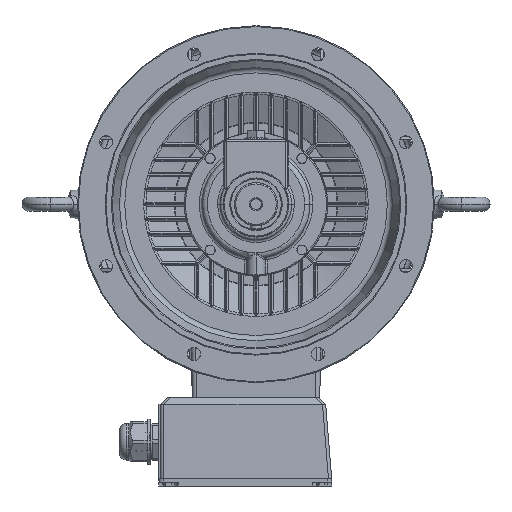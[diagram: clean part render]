
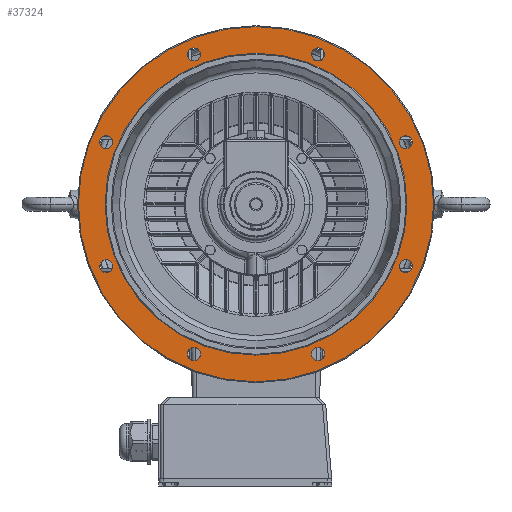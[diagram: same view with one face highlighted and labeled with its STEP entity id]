
A CAD part, left-side view. The second image highlights one B-rep face of the part: STEP entity #37324.
In plain terms, the highlighted planar face has unit normal (-1, 0, 0).
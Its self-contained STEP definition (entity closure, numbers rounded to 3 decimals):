
#10000=PLANE('',#112707);
#37324=ADVANCED_FACE('',(#40416,#40417,#40418,#40419,#40420,#40421,#40422,
#40423,#40424,#40425),#10000,.F.);
#40416=FACE_BOUND('',#47243,.T.);
#40417=FACE_BOUND('',#47244,.T.);
#40418=FACE_BOUND('',#47245,.T.);
#40419=FACE_BOUND('',#47246,.T.);
#40420=FACE_BOUND('',#47247,.T.);
#40421=FACE_BOUND('',#47248,.T.);
#40422=FACE_BOUND('',#47249,.T.);
#40423=FACE_BOUND('',#47250,.T.);
#40424=FACE_BOUND('',#47251,.T.);
#40425=FACE_BOUND('',#47252,.T.);
#47243=EDGE_LOOP('',(#76477));
#47244=EDGE_LOOP('',(#76478,#76479));
#47245=EDGE_LOOP('',(#76480));
#47246=EDGE_LOOP('',(#76481,#76482));
#47247=EDGE_LOOP('',(#76483));
#47248=EDGE_LOOP('',(#76484));
#47249=EDGE_LOOP('',(#76485));
#47250=EDGE_LOOP('',(#76486));
#47251=EDGE_LOOP('',(#76487));
#47252=EDGE_LOOP('',(#76488));
#76477=ORIENTED_EDGE('',*,*,#102231,.F.);
#76478=ORIENTED_EDGE('',*,*,#102233,.F.);
#76479=ORIENTED_EDGE('',*,*,#102236,.T.);
#76480=ORIENTED_EDGE('',*,*,#102243,.F.);
#76481=ORIENTED_EDGE('',*,*,#102244,.F.);
#76482=ORIENTED_EDGE('',*,*,#102245,.F.);
#76483=ORIENTED_EDGE('',*,*,#102246,.F.);
#76484=ORIENTED_EDGE('',*,*,#102247,.F.);
#76485=ORIENTED_EDGE('',*,*,#102248,.F.);
#76486=ORIENTED_EDGE('',*,*,#102249,.F.);
#76487=ORIENTED_EDGE('',*,*,#102250,.F.);
#76488=ORIENTED_EDGE('',*,*,#102251,.F.);
#87381=VERTEX_POINT('',#192906);
#87382=VERTEX_POINT('',#192909);
#87384=VERTEX_POINT('',#192912);
#87389=VERTEX_POINT('',#192936);
#87390=VERTEX_POINT('',#192938);
#87391=VERTEX_POINT('',#192939);
#87392=VERTEX_POINT('',#192942);
#87393=VERTEX_POINT('',#192944);
#87394=VERTEX_POINT('',#192946);
#87395=VERTEX_POINT('',#192948);
#87396=VERTEX_POINT('',#192950);
#87397=VERTEX_POINT('',#192952);
#102231=EDGE_CURVE('',#87381,#87381,#105123,.T.);
#102233=EDGE_CURVE('',#87382,#87384,#105124,.T.);
#102236=EDGE_CURVE('',#87382,#87384,#105126,.T.);
#102243=EDGE_CURVE('',#87389,#87389,#105131,.T.);
#102244=EDGE_CURVE('',#87390,#87391,#105132,.T.);
#102245=EDGE_CURVE('',#87391,#87390,#105133,.T.);
#102246=EDGE_CURVE('',#87392,#87392,#105134,.T.);
#102247=EDGE_CURVE('',#87393,#87393,#105135,.T.);
#102248=EDGE_CURVE('',#87394,#87394,#105136,.T.);
#102249=EDGE_CURVE('',#87395,#87395,#105137,.T.);
#102250=EDGE_CURVE('',#87396,#87396,#105138,.T.);
#102251=EDGE_CURVE('',#87397,#87397,#105139,.T.);
#105123=CIRCLE('',#112683,328.689);
#105124=CIRCLE('',#112685,279.289);
#105126=CIRCLE('',#112688,279.289);
#105131=CIRCLE('',#112698,12.);
#105132=CIRCLE('',#112699,12.);
#105133=CIRCLE('',#112700,12.);
#105134=CIRCLE('',#112701,12.);
#105135=CIRCLE('',#112702,12.);
#105136=CIRCLE('',#112703,12.);
#105137=CIRCLE('',#112704,12.);
#105138=CIRCLE('',#112705,12.);
#105139=CIRCLE('',#112706,12.);
#112683=AXIS2_PLACEMENT_3D('',#192905,#137215,#137216);
#112685=AXIS2_PLACEMENT_3D('',#192911,#137220,#137221);
#112688=AXIS2_PLACEMENT_3D('',#192917,#137227,#137228);
#112698=AXIS2_PLACEMENT_3D('',#192935,#137248,#137249);
#112699=AXIS2_PLACEMENT_3D('',#192937,#137250,#137251);
#112700=AXIS2_PLACEMENT_3D('',#192940,#137252,#137253);
#112701=AXIS2_PLACEMENT_3D('',#192941,#137254,#137255);
#112702=AXIS2_PLACEMENT_3D('',#192943,#137256,#137257);
#112703=AXIS2_PLACEMENT_3D('',#192945,#137258,#137259);
#112704=AXIS2_PLACEMENT_3D('',#192947,#137260,#137261);
#112705=AXIS2_PLACEMENT_3D('',#192949,#137262,#137263);
#112706=AXIS2_PLACEMENT_3D('',#192951,#137264,#137265);
#112707=AXIS2_PLACEMENT_3D('',#192953,#137266,#137267);
#137215=DIRECTION('',(1.,0.,0.));
#137216=DIRECTION('',(0.,0.,-1.));
#137220=DIRECTION('',(-1.,0.,0.));
#137221=DIRECTION('',(0.,0.,-1.));
#137227=DIRECTION('',(1.,0.,0.));
#137228=DIRECTION('',(0.,0.,-1.));
#137248=DIRECTION('',(-1.,0.,0.));
#137249=DIRECTION('',(0.,0.,-1.));
#137250=DIRECTION('',(-1.,0.,0.));
#137251=DIRECTION('',(0.,0.,-1.));
#137252=DIRECTION('',(-1.,0.,0.));
#137253=DIRECTION('',(0.,0.,-1.));
#137254=DIRECTION('',(-1.,0.,0.));
#137255=DIRECTION('',(0.,0.,-1.));
#137256=DIRECTION('',(-1.,0.,0.));
#137257=DIRECTION('',(0.,0.,-1.));
#137258=DIRECTION('',(-1.,0.,0.));
#137259=DIRECTION('',(0.,0.,-1.));
#137260=DIRECTION('',(-1.,0.,0.));
#137261=DIRECTION('',(0.,0.,-1.));
#137262=DIRECTION('',(-1.,0.,0.));
#137263=DIRECTION('',(0.,0.,-1.));
#137264=DIRECTION('',(-1.,0.,0.));
#137265=DIRECTION('',(0.,0.,-1.));
#137266=DIRECTION('',(1.,0.,0.));
#137267=DIRECTION('',(0.,0.,-1.));
#192905=CARTESIAN_POINT('',(-118.583,327.783,-327.783));
#192906=CARTESIAN_POINT('',(-118.583,327.783,-656.472));
#192909=CARTESIAN_POINT('',(-118.583,327.783,-48.494));
#192911=CARTESIAN_POINT('',(-118.583,327.783,-327.783));
#192912=CARTESIAN_POINT('',(-118.583,327.783,-607.072));
#192917=CARTESIAN_POINT('',(-118.583,327.783,-327.783));
#192935=CARTESIAN_POINT('',(-118.583,442.588,-50.619));
#192936=CARTESIAN_POINT('',(-118.583,442.588,-62.619));
#192937=CARTESIAN_POINT('',(-118.583,604.947,-212.978));
#192938=CARTESIAN_POINT('',(-118.583,613.432,-221.463));
#192939=CARTESIAN_POINT('',(-118.583,596.461,-204.492));
#192940=CARTESIAN_POINT('',(-118.583,604.947,-212.978));
#192941=CARTESIAN_POINT('',(-118.583,604.947,-442.588));
#192942=CARTESIAN_POINT('',(-118.583,604.947,-454.588));
#192943=CARTESIAN_POINT('',(-118.583,442.588,-604.947));
#192944=CARTESIAN_POINT('',(-118.583,442.588,-616.947));
#192945=CARTESIAN_POINT('',(-118.583,212.978,-604.947));
#192946=CARTESIAN_POINT('',(-118.583,212.978,-616.947));
#192947=CARTESIAN_POINT('',(-118.583,50.619,-442.588));
#192948=CARTESIAN_POINT('',(-118.583,50.619,-454.588));
#192949=CARTESIAN_POINT('',(-118.583,50.619,-212.978));
#192950=CARTESIAN_POINT('',(-118.583,50.619,-224.978));
#192951=CARTESIAN_POINT('',(-118.583,212.978,-50.619));
#192952=CARTESIAN_POINT('',(-118.583,212.978,-62.619));
#192953=CARTESIAN_POINT('',(-118.583,760.432,-237.783));
